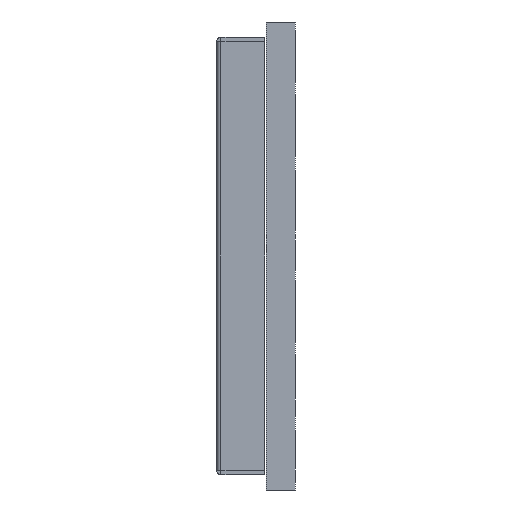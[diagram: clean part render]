
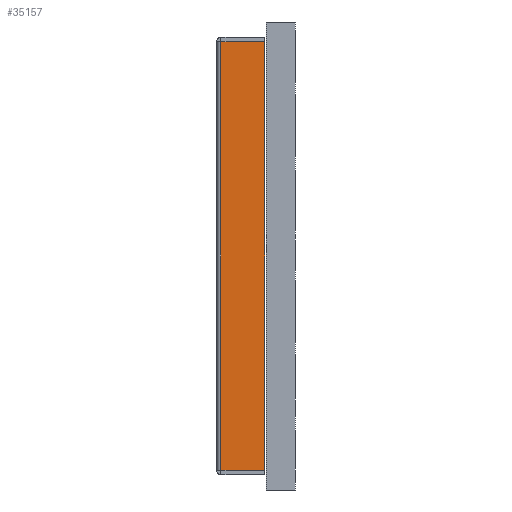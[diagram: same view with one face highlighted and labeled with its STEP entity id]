
A CAD part, left-side view. The second image highlights one B-rep face of the part: STEP entity #35157.
In plain terms, the highlighted planar face has unit normal (1, 0, 0).
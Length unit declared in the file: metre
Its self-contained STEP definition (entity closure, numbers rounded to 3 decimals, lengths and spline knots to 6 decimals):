
#4169=ORIENTED_EDGE('',*,*,#12365,.F.);
#4170=ORIENTED_EDGE('',*,*,#12366,.F.);
#4171=ORIENTED_EDGE('',*,*,#12367,.F.);
#4172=ORIENTED_EDGE('',*,*,#12368,.F.);
#12365=EDGE_CURVE('',#16857,#16858,#20717,.T.);
#12366=EDGE_CURVE('',#16859,#16857,#20718,.T.);
#12367=EDGE_CURVE('',#16860,#16859,#20719,.T.);
#12368=EDGE_CURVE('',#16858,#16860,#20720,.T.);
#16857=VERTEX_POINT('',#54409);
#16858=VERTEX_POINT('',#54410);
#16859=VERTEX_POINT('',#54412);
#16860=VERTEX_POINT('',#54414);
#20717=LINE('',#54408,#25567);
#20718=LINE('',#54411,#25568);
#20719=LINE('',#54413,#25569);
#20720=LINE('',#54415,#25570);
#25567=VECTOR('',#45154,1.);
#25568=VECTOR('',#45155,1.);
#25569=VECTOR('',#45156,1.);
#25570=VECTOR('',#45157,1.);
#29513=EDGE_LOOP('',(#4169,#4170,#4171,#4172));
#31500=FACE_BOUND('',#29513,.T.);
#33379=PLANE('',#40782);
#35157=ADVANCED_FACE('',(#31500),#33379,.F.);
#40782=AXIS2_PLACEMENT_3D('',#54407,#45152,#45153);
#45152=DIRECTION('',(-1.,0.,0.));
#45153=DIRECTION('',(0.,0.,-1.));
#45154=DIRECTION('',(0.,-1.,0.));
#45155=DIRECTION('',(0.,0.,-1.));
#45156=DIRECTION('',(0.,1.,0.));
#45157=DIRECTION('',(0.,0.,1.));
#54407=CARTESIAN_POINT('',(-0.009975,0.,-0.007325));
#54408=CARTESIAN_POINT('',(-0.009975,-0.00015,-0.007325));
#54409=CARTESIAN_POINT('',(-0.009975,-0.00015,-0.007325));
#54410=CARTESIAN_POINT('',(-0.009975,-0.00165,-0.007325));
#54411=CARTESIAN_POINT('',(-0.009975,-0.00015,0.007325));
#54412=CARTESIAN_POINT('',(-0.009975,-0.00015,0.007325));
#54413=CARTESIAN_POINT('',(-0.009975,-0.00165,0.007325));
#54414=CARTESIAN_POINT('',(-0.009975,-0.00165,0.007325));
#54415=CARTESIAN_POINT('',(-0.009975,-0.00165,-0.007325));
